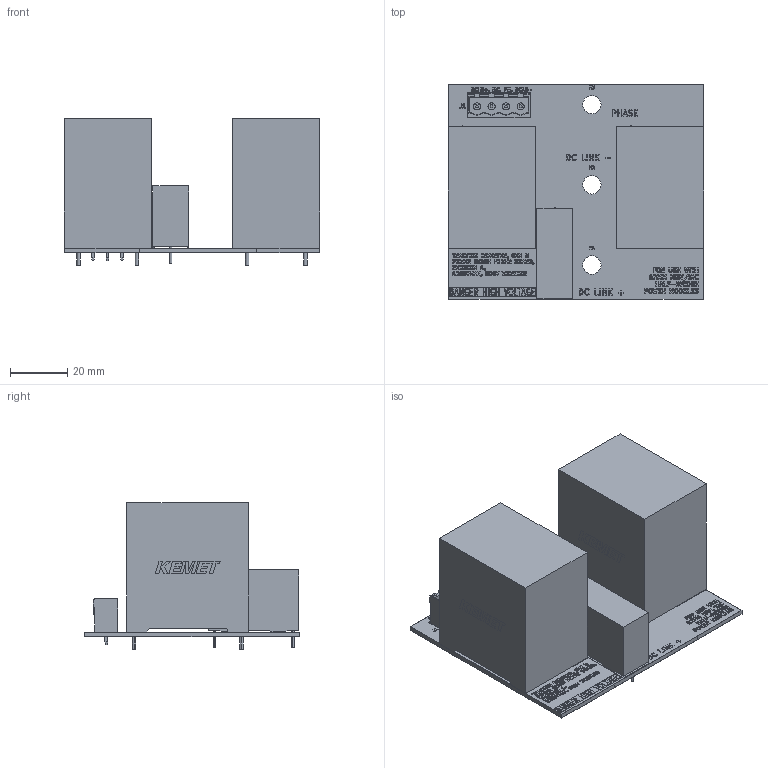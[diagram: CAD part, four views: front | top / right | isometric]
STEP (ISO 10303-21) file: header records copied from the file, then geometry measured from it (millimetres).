
FILE_DESCRIPTION(('KiCad electronic assembly'),'2;1');
FILE_NAME('DCBusFilter.step','2026-01-24T13:02:12',('Pcbnew'),('Kicad'), 'Open CASCADE STEP processor 7.9','KiCad to STEP converter','Unknown' );
FILE_SCHEMA(('AUTOMOTIVE_DESIGN { 1 0 10303 214 1 1 1 1 }'));
Length unit declared in the file: millimetre
Products named in the file (7): DCBusFilter 1; C4AQNBW5200M3LJ; B32774X0205K000; TBP01R2-508-04BE; DCBusFilter_silkscreen; DCBusFilter_soldermask; DCBusFilter_PCB
Assembly tree (7 placements, depth 2):
  DCBusFilter 1
    C4AQNBW5200M3LJ  x2
    B32774X0205K000
    TBP01R2-508-04BE
    DCBusFilter_silkscreen
    DCBusFilter_soldermask
    DCBusFilter_PCB
Bounding box: 89.25 x 75 x 51.2 mm (x, y, z)
Volume: 133469.4 mm3; surface area: 47877.1 mm2
Topology: 13 solids, 216 shells, 627 faces, 5105 edges, 4719 vertices
Faces by surface type: plane 536, cylinder 79, bspline 8, cone 4
Full cylindrical faces by diameter (mm): 1 x2, 1.4 x8, 1.6 x4, 6.4 x3
Entity records: 48145 total; most frequent: CARTESIAN_POINT 10211, DIRECTION 6895, ORIENTED_EDGE 5699, EDGE_CURVE 4872, VERTEX_POINT 4569, LINE 3861, VECTOR 3861, AXIS2_PLACEMENT_3D 1517
